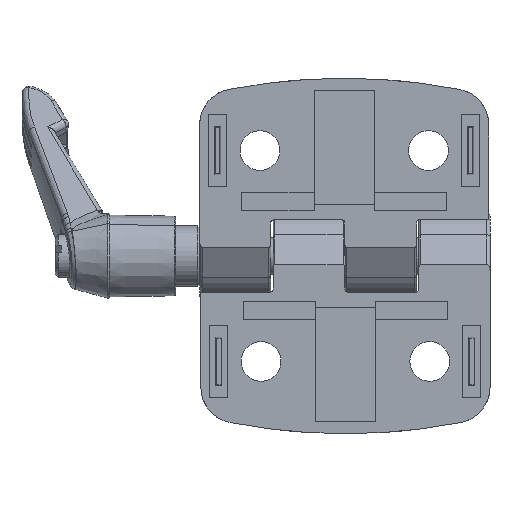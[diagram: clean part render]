
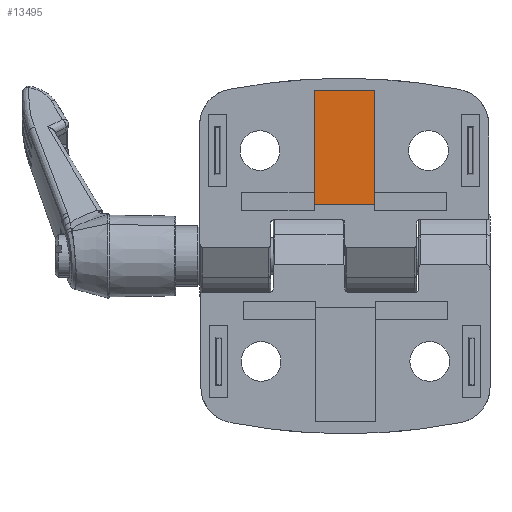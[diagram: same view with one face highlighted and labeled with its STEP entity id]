
A CAD part, front view. The second image highlights one B-rep face of the part: STEP entity #13495.
In plain terms, the highlighted planar face has unit normal (0, -1, 0).
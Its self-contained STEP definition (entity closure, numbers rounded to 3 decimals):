
#137 = EDGE_CURVE ( 'NONE', #7797, #13307, #16794, .T. ) ;
#250 = EDGE_LOOP ( 'NONE', ( #3072, #10939, #11543, #15330, #520, #15301 ) ) ;
#520 = ORIENTED_EDGE ( 'NONE', *, *, #8595, .T. ) ;
#2248 = PLANE ( 'NONE',  #13191 ) ;
#2347 = CARTESIAN_POINT ( 'NONE',  ( -5., 1.5, 8.5 ) ) ;
#2745 = CARTESIAN_POINT ( 'NONE',  ( -5., 1.5, 27.5 ) ) ;
#3072 = ORIENTED_EDGE ( 'NONE', *, *, #10946, .T. ) ;
#3105 = VECTOR ( 'NONE', #17888, 1000. ) ;
#3483 = EDGE_CURVE ( 'NONE', #12329, #4250, #12124, .T. ) ;
#3747 = CARTESIAN_POINT ( 'NONE',  ( 5., 1.5, 27.5 ) ) ;
#4250 = VERTEX_POINT ( 'NONE', #7197 ) ;
#4285 = CARTESIAN_POINT ( 'NONE',  ( -5., 1.5, 8.5 ) ) ;
#5229 = DIRECTION ( 'NONE',  ( 0., 0., -1. ) ) ;
#5332 = EDGE_CURVE ( 'NONE', #13307, #12329, #8791, .T. ) ;
#5903 = VERTEX_POINT ( 'NONE', #3747 ) ;
#6858 = LINE ( 'NONE', #13080, #19337 ) ;
#7197 = CARTESIAN_POINT ( 'NONE',  ( 5., 1.5, 10.5 ) ) ;
#7332 = CARTESIAN_POINT ( 'NONE',  ( 5., 1.5, 8.5 ) ) ;
#7514 = DIRECTION ( 'NONE',  ( 0., 0., 1. ) ) ;
#7797 = VERTEX_POINT ( 'NONE', #17837 ) ;
#8595 = EDGE_CURVE ( 'NONE', #4250, #5903, #9878, .T. ) ;
#8791 = LINE ( 'NONE', #4285, #12836 ) ;
#9666 = DIRECTION ( 'NONE',  ( 0., 1., 0. ) ) ;
#9878 = LINE ( 'NONE', #17698, #3105 ) ;
#10251 = DIRECTION ( 'NONE',  ( 0., 0., -1. ) ) ;
#10840 = LINE ( 'NONE', #18730, #13659 ) ;
#10939 = ORIENTED_EDGE ( 'NONE', *, *, #137, .T. ) ;
#10946 = EDGE_CURVE ( 'NONE', #11101, #7797, #6858, .T. ) ;
#11041 = VECTOR ( 'NONE', #7514, 1000. ) ;
#11101 = VERTEX_POINT ( 'NONE', #2745 ) ;
#11489 = FACE_OUTER_BOUND ( 'NONE', #250, .T. ) ;
#11543 = ORIENTED_EDGE ( 'NONE', *, *, #5332, .T. ) ;
#12025 = CARTESIAN_POINT ( 'NONE',  ( 5., 1.5, 8.5 ) ) ;
#12124 = LINE ( 'NONE', #12025, #11041 ) ;
#12329 = VERTEX_POINT ( 'NONE', #7332 ) ;
#12836 = VECTOR ( 'NONE', #15204, 1000. ) ;
#13080 = CARTESIAN_POINT ( 'NONE',  ( -5., 1.5, 8.5 ) ) ;
#13191 = AXIS2_PLACEMENT_3D ( 'NONE', #2347, #9666, #14292 ) ;
#13307 = VERTEX_POINT ( 'NONE', #18387 ) ;
#13495 = ADVANCED_FACE ( 'NONE', ( #11489 ), #2248, .F. ) ;
#13659 = VECTOR ( 'NONE', #16846, 1000. ) ;
#14292 = DIRECTION ( 'NONE',  ( -1., 0., 0. ) ) ;
#15026 = VECTOR ( 'NONE', #5229, 1000. ) ;
#15204 = DIRECTION ( 'NONE',  ( 1., 0., 0. ) ) ;
#15301 = ORIENTED_EDGE ( 'NONE', *, *, #16248, .T. ) ;
#15330 = ORIENTED_EDGE ( 'NONE', *, *, #3483, .T. ) ;
#16248 = EDGE_CURVE ( 'NONE', #5903, #11101, #10840, .T. ) ;
#16794 = LINE ( 'NONE', #17186, #15026 ) ;
#16846 = DIRECTION ( 'NONE',  ( -1., 0., 0. ) ) ;
#17186 = CARTESIAN_POINT ( 'NONE',  ( -5., 1.5, 8.5 ) ) ;
#17698 = CARTESIAN_POINT ( 'NONE',  ( 5., 1.5, 8.5 ) ) ;
#17837 = CARTESIAN_POINT ( 'NONE',  ( -5., 1.5, 10.5 ) ) ;
#17888 = DIRECTION ( 'NONE',  ( 0., 0., 1. ) ) ;
#18387 = CARTESIAN_POINT ( 'NONE',  ( -5., 1.5, 8.5 ) ) ;
#18730 = CARTESIAN_POINT ( 'NONE',  ( -5., 1.5, 27.5 ) ) ;
#19337 = VECTOR ( 'NONE', #10251, 1000. ) ;
